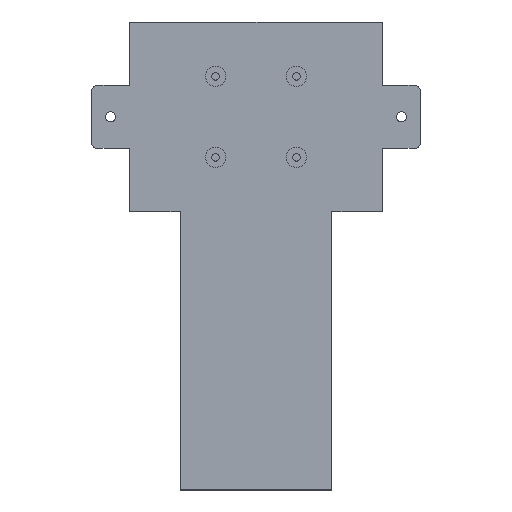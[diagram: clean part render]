
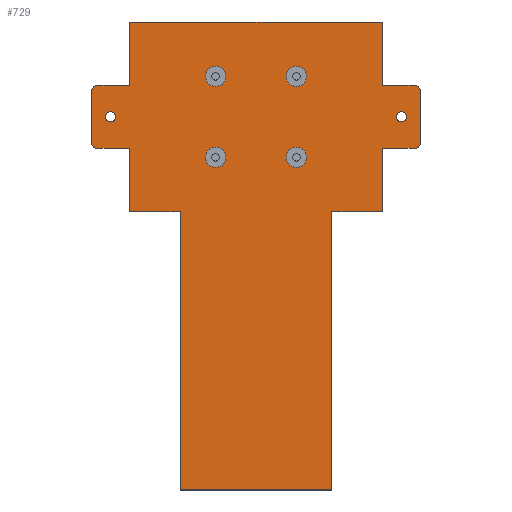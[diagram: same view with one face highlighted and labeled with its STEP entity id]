
A CAD part, top view. The second image highlights one B-rep face of the part: STEP entity #729.
In plain terms, the highlighted planar face has unit normal (0, 0, 1).
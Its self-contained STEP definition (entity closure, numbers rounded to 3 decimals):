
#32=FACE_BOUND('',#139,.T.);
#33=FACE_BOUND('',#140,.T.);
#34=FACE_BOUND('',#141,.T.);
#35=FACE_BOUND('',#142,.T.);
#36=FACE_BOUND('',#143,.T.);
#37=FACE_BOUND('',#144,.T.);
#53=PLANE('',#793);
#91=FACE_OUTER_BOUND('',#138,.T.);
#138=EDGE_LOOP('',(#609,#610,#611,#612,#613,#614,#615,#616,#617,#618,#619,
#620,#621,#622,#623,#624,#625,#626,#627,#628));
#139=EDGE_LOOP('',(#629));
#140=EDGE_LOOP('',(#630));
#141=EDGE_LOOP('',(#631));
#142=EDGE_LOOP('',(#632));
#143=EDGE_LOOP('',(#633));
#144=EDGE_LOOP('',(#634));
#190=LINE('',#1113,#260);
#193=LINE('',#1119,#263);
#196=LINE('',#1127,#266);
#198=LINE('',#1133,#268);
#201=LINE('',#1138,#271);
#203=LINE('',#1143,#273);
#206=LINE('',#1151,#276);
#209=LINE('',#1157,#279);
#211=LINE('',#1163,#281);
#214=LINE('',#1168,#284);
#217=LINE('',#1185,#287);
#218=LINE('',#1186,#288);
#219=LINE('',#1187,#289);
#220=LINE('',#1189,#290);
#221=LINE('',#1191,#291);
#222=LINE('',#1192,#292);
#260=VECTOR('',#882,10.);
#263=VECTOR('',#887,10.);
#266=VECTOR('',#896,10.);
#268=VECTOR('',#904,10.);
#271=VECTOR('',#909,10.);
#273=VECTOR('',#913,10.);
#276=VECTOR('',#922,10.);
#279=VECTOR('',#927,10.);
#281=VECTOR('',#935,10.);
#284=VECTOR('',#940,10.);
#287=VECTOR('',#959,10.);
#288=VECTOR('',#960,10.);
#289=VECTOR('',#961,10.);
#290=VECTOR('',#962,10.);
#291=VECTOR('',#963,10.);
#292=VECTOR('',#964,10.);
#316=CIRCLE('',#763,2.);
#318=CIRCLE('',#767,2.);
#319=CIRCLE('',#771,2.5);
#320=CIRCLE('',#774,2.5);
#321=CIRCLE('',#779,2.5);
#322=CIRCLE('',#783,2.5);
#326=CIRCLE('',#791,4.);
#327=CIRCLE('',#794,4.);
#328=CIRCLE('',#795,4.);
#329=CIRCLE('',#796,4.);
#362=VERTEX_POINT('',#1098);
#364=VERTEX_POINT('',#1106);
#365=VERTEX_POINT('',#1110);
#366=VERTEX_POINT('',#1112);
#367=VERTEX_POINT('',#1116);
#368=VERTEX_POINT('',#1118);
#369=VERTEX_POINT('',#1122);
#370=VERTEX_POINT('',#1126);
#371=VERTEX_POINT('',#1132);
#372=VERTEX_POINT('',#1136);
#373=VERTEX_POINT('',#1140);
#374=VERTEX_POINT('',#1142);
#375=VERTEX_POINT('',#1146);
#376=VERTEX_POINT('',#1150);
#377=VERTEX_POINT('',#1154);
#378=VERTEX_POINT('',#1156);
#379=VERTEX_POINT('',#1162);
#380=VERTEX_POINT('',#1166);
#384=VERTEX_POINT('',#1178);
#385=VERTEX_POINT('',#1183);
#386=VERTEX_POINT('',#1184);
#387=VERTEX_POINT('',#1188);
#388=VERTEX_POINT('',#1190);
#389=VERTEX_POINT('',#1193);
#390=VERTEX_POINT('',#1195);
#391=VERTEX_POINT('',#1197);
#430=EDGE_CURVE('',#362,#362,#316,.T.);
#434=EDGE_CURVE('',#364,#364,#318,.T.);
#436=EDGE_CURVE('',#366,#365,#190,.T.);
#439=EDGE_CURVE('',#368,#367,#193,.T.);
#441=EDGE_CURVE('',#369,#368,#319,.T.);
#443=EDGE_CURVE('',#370,#369,#196,.T.);
#445=EDGE_CURVE('',#365,#370,#320,.T.);
#446=EDGE_CURVE('',#371,#366,#198,.T.);
#449=EDGE_CURVE('',#367,#372,#201,.T.);
#451=EDGE_CURVE('',#374,#373,#203,.T.);
#453=EDGE_CURVE('',#375,#374,#321,.T.);
#455=EDGE_CURVE('',#376,#375,#206,.T.);
#458=EDGE_CURVE('',#378,#377,#209,.T.);
#460=EDGE_CURVE('',#373,#378,#322,.T.);
#461=EDGE_CURVE('',#379,#376,#211,.T.);
#464=EDGE_CURVE('',#377,#380,#214,.T.);
#470=EDGE_CURVE('',#384,#384,#326,.T.);
#471=EDGE_CURVE('',#385,#386,#217,.T.);
#472=EDGE_CURVE('',#385,#371,#218,.T.);
#473=EDGE_CURVE('',#372,#379,#219,.T.);
#474=EDGE_CURVE('',#380,#387,#220,.T.);
#475=EDGE_CURVE('',#387,#388,#221,.T.);
#476=EDGE_CURVE('',#386,#388,#222,.T.);
#477=EDGE_CURVE('',#389,#389,#327,.T.);
#478=EDGE_CURVE('',#390,#390,#328,.T.);
#479=EDGE_CURVE('',#391,#391,#329,.T.);
#609=ORIENTED_EDGE('',*,*,#471,.F.);
#610=ORIENTED_EDGE('',*,*,#472,.T.);
#611=ORIENTED_EDGE('',*,*,#446,.T.);
#612=ORIENTED_EDGE('',*,*,#436,.T.);
#613=ORIENTED_EDGE('',*,*,#445,.T.);
#614=ORIENTED_EDGE('',*,*,#443,.T.);
#615=ORIENTED_EDGE('',*,*,#441,.T.);
#616=ORIENTED_EDGE('',*,*,#439,.T.);
#617=ORIENTED_EDGE('',*,*,#449,.T.);
#618=ORIENTED_EDGE('',*,*,#473,.T.);
#619=ORIENTED_EDGE('',*,*,#461,.T.);
#620=ORIENTED_EDGE('',*,*,#455,.T.);
#621=ORIENTED_EDGE('',*,*,#453,.T.);
#622=ORIENTED_EDGE('',*,*,#451,.T.);
#623=ORIENTED_EDGE('',*,*,#460,.T.);
#624=ORIENTED_EDGE('',*,*,#458,.T.);
#625=ORIENTED_EDGE('',*,*,#464,.T.);
#626=ORIENTED_EDGE('',*,*,#474,.T.);
#627=ORIENTED_EDGE('',*,*,#475,.T.);
#628=ORIENTED_EDGE('',*,*,#476,.F.);
#629=ORIENTED_EDGE('',*,*,#434,.T.);
#630=ORIENTED_EDGE('',*,*,#430,.T.);
#631=ORIENTED_EDGE('',*,*,#477,.T.);
#632=ORIENTED_EDGE('',*,*,#478,.T.);
#633=ORIENTED_EDGE('',*,*,#479,.T.);
#634=ORIENTED_EDGE('',*,*,#470,.T.);
#729=ADVANCED_FACE('',(#91,#32,#33,#34,#35,#36,#37),#53,.T.);
#763=AXIS2_PLACEMENT_3D('',#1100,#867,#868);
#767=AXIS2_PLACEMENT_3D('',#1108,#877,#878);
#771=AXIS2_PLACEMENT_3D('',#1123,#891,#892);
#774=AXIS2_PLACEMENT_3D('',#1130,#900,#901);
#779=AXIS2_PLACEMENT_3D('',#1147,#917,#918);
#783=AXIS2_PLACEMENT_3D('',#1160,#931,#932);
#791=AXIS2_PLACEMENT_3D('',#1180,#953,#954);
#793=AXIS2_PLACEMENT_3D('',#1182,#957,#958);
#794=AXIS2_PLACEMENT_3D('',#1194,#965,#966);
#795=AXIS2_PLACEMENT_3D('',#1196,#967,#968);
#796=AXIS2_PLACEMENT_3D('',#1198,#969,#970);
#867=DIRECTION('center_axis',(0.,0.,-1.));
#868=DIRECTION('ref_axis',(1.,0.,0.));
#877=DIRECTION('center_axis',(0.,0.,-1.));
#878=DIRECTION('ref_axis',(1.,0.,0.));
#882=DIRECTION('',(1.,0.,0.));
#887=DIRECTION('',(-1.,0.,0.));
#891=DIRECTION('center_axis',(0.,0.,1.));
#892=DIRECTION('ref_axis',(1.,0.,0.));
#896=DIRECTION('',(0.,1.,0.));
#900=DIRECTION('center_axis',(0.,0.,1.));
#901=DIRECTION('ref_axis',(1.,0.,0.));
#904=DIRECTION('',(0.,1.,0.));
#909=DIRECTION('',(0.,1.,0.));
#913=DIRECTION('',(0.,-1.,0.));
#917=DIRECTION('center_axis',(0.,0.,1.));
#918=DIRECTION('ref_axis',(1.,0.,0.));
#922=DIRECTION('',(-1.,0.,0.));
#927=DIRECTION('',(1.,0.,0.));
#931=DIRECTION('center_axis',(0.,0.,1.));
#932=DIRECTION('ref_axis',(1.,0.,0.));
#935=DIRECTION('',(0.,-1.,0.));
#940=DIRECTION('',(0.,-1.,0.));
#953=DIRECTION('center_axis',(0.,0.,-1.));
#954=DIRECTION('ref_axis',(-1.,0.,0.));
#957=DIRECTION('center_axis',(0.,0.,1.));
#958=DIRECTION('ref_axis',(1.,0.,0.));
#959=DIRECTION('',(0.,-1.,0.));
#960=DIRECTION('',(1.,0.,0.));
#961=DIRECTION('',(-1.,0.,0.));
#962=DIRECTION('',(1.,0.,0.));
#963=DIRECTION('',(0.,-1.,0.));
#964=DIRECTION('',(-1.,0.,0.));
#965=DIRECTION('center_axis',(0.,0.,-1.));
#966=DIRECTION('ref_axis',(-1.,0.,0.));
#967=DIRECTION('center_axis',(0.,0.,-1.));
#968=DIRECTION('ref_axis',(-1.,0.,0.));
#969=DIRECTION('center_axis',(0.,0.,-1.));
#970=DIRECTION('ref_axis',(-1.,0.,0.));
#1098=CARTESIAN_POINT('',(40.5,112.5,3.));
#1100=CARTESIAN_POINT('Origin',(42.5,112.5,3.));
#1106=CARTESIAN_POINT('',(155.5,112.5,3.));
#1108=CARTESIAN_POINT('Origin',(157.5,112.5,3.));
#1110=CARTESIAN_POINT('',(162.5,100.,3.));
#1112=CARTESIAN_POINT('',(150.,100.,3.));
#1113=CARTESIAN_POINT('',(165.,100.,3.));
#1116=CARTESIAN_POINT('',(150.,125.,3.));
#1118=CARTESIAN_POINT('',(162.5,125.,3.));
#1119=CARTESIAN_POINT('',(150.,125.,3.));
#1122=CARTESIAN_POINT('',(165.,122.5,3.));
#1123=CARTESIAN_POINT('Origin',(162.5,122.5,3.));
#1126=CARTESIAN_POINT('',(165.,102.5,3.));
#1127=CARTESIAN_POINT('',(165.,125.,3.));
#1130=CARTESIAN_POINT('Origin',(162.5,102.5,3.));
#1132=CARTESIAN_POINT('',(150.,75.,3.));
#1133=CARTESIAN_POINT('',(150.,75.,3.));
#1136=CARTESIAN_POINT('',(150.,150.,3.));
#1138=CARTESIAN_POINT('',(150.,75.,3.));
#1140=CARTESIAN_POINT('',(35.,102.5,3.));
#1142=CARTESIAN_POINT('',(35.,122.5,3.));
#1143=CARTESIAN_POINT('',(35.,125.,3.));
#1146=CARTESIAN_POINT('',(37.5,125.,3.));
#1147=CARTESIAN_POINT('Origin',(37.5,122.5,3.));
#1150=CARTESIAN_POINT('',(50.,125.,3.));
#1151=CARTESIAN_POINT('',(50.,125.,3.));
#1154=CARTESIAN_POINT('',(50.,100.,3.));
#1156=CARTESIAN_POINT('',(37.5,100.,3.));
#1157=CARTESIAN_POINT('',(35.,100.,3.));
#1160=CARTESIAN_POINT('Origin',(37.5,102.5,3.));
#1162=CARTESIAN_POINT('',(50.,150.,3.));
#1163=CARTESIAN_POINT('',(50.,150.,3.));
#1166=CARTESIAN_POINT('',(50.,75.,3.));
#1168=CARTESIAN_POINT('',(50.,150.,3.));
#1178=CARTESIAN_POINT('',(88.,128.5,3.));
#1180=CARTESIAN_POINT('Origin',(84.,128.5,3.));
#1182=CARTESIAN_POINT('Origin',(100.,71.5,3.));
#1183=CARTESIAN_POINT('',(130.,75.,3.));
#1184=CARTESIAN_POINT('',(130.,-35.,3.));
#1185=CARTESIAN_POINT('',(130.,-7.,3.));
#1186=CARTESIAN_POINT('',(130.,75.,3.));
#1187=CARTESIAN_POINT('',(150.,150.,3.));
#1188=CARTESIAN_POINT('',(70.,75.,3.));
#1189=CARTESIAN_POINT('',(50.,75.,3.));
#1190=CARTESIAN_POINT('',(70.,-35.,3.));
#1191=CARTESIAN_POINT('',(70.,75.,3.));
#1192=CARTESIAN_POINT('',(70.,-35.,3.));
#1193=CARTESIAN_POINT('',(88.,96.5,3.));
#1194=CARTESIAN_POINT('Origin',(84.,96.5,3.));
#1195=CARTESIAN_POINT('',(120.,96.5,3.));
#1196=CARTESIAN_POINT('Origin',(116.,96.5,3.));
#1197=CARTESIAN_POINT('',(120.,128.5,3.));
#1198=CARTESIAN_POINT('Origin',(116.,128.5,3.));
